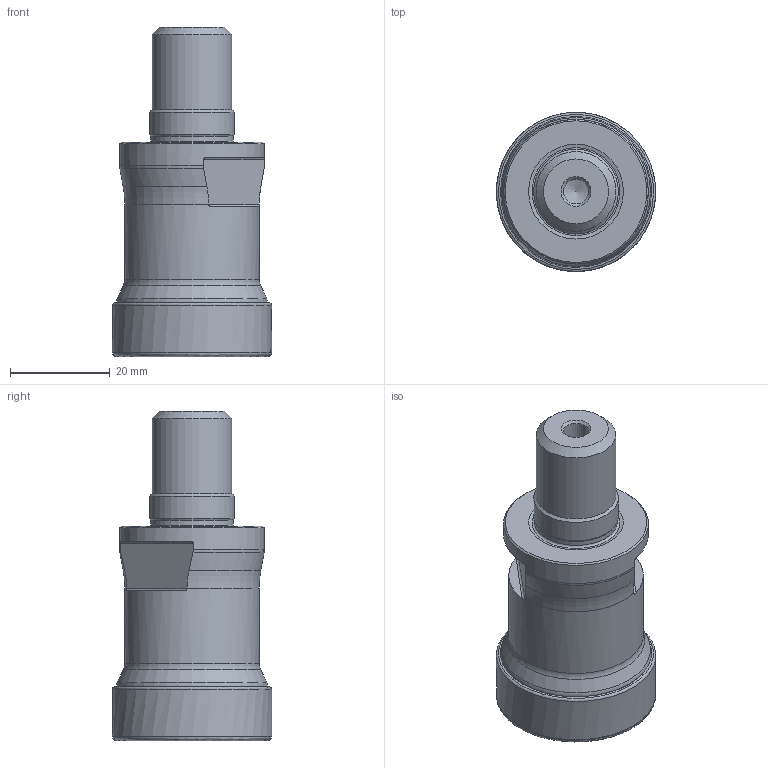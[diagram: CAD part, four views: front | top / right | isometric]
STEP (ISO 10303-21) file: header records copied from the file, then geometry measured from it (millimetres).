
FILE_DESCRIPTION(/* description */ (''),/* implementation_level */ '2;1');
FILE_NAME(/* name */ '32A4R043M16_SAD11E_C_3D.stp',/* time_stamp */ '2015-04-20T08:56:28+02:00',/* author */ (''),/* organization */ (''),/* preprocessor_version */ 'ST-DEVELOPER v15',/* originating_system */ 'SIEMENS PLM Software NX 8.5',/* authorisation */ '');
FILE_SCHEMA (('AUTOMOTIVE_DESIGN { 1 0 10303 214 3 1 1 1 }'));
Length unit declared in the file: millimetre
Products named in the file (1): czsu050C5ADC3dd3
Bounding box: 31.93 x 31.93 x 66 mm (x, y, z)
Volume: 29292.4 mm3; surface area: 9599.9 mm2
Topology: 1 solids, 2 shells, 66 faces, 169 edges, 107 vertices
Faces by surface type: revolution 22, cone 12, torus 11, cylinder 11, plane 10
Full cylindrical faces by diameter (mm): 5 x1, 16 x1, 16.6 x1, 17 x1, 27 x1, 29 x1, 30.227 x1
Entity records: 1823 total; most frequent: CARTESIAN_POINT 512, DIRECTION 262, ORIENTED_EDGE 192, EDGE_LOOP 114, AXIS2_PLACEMENT_3D 109, FACE_BOUND 98, EDGE_CURVE 96, VERTEX_POINT 81
